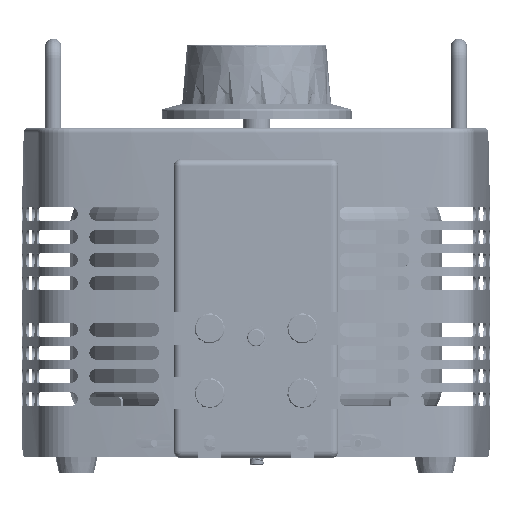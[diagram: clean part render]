
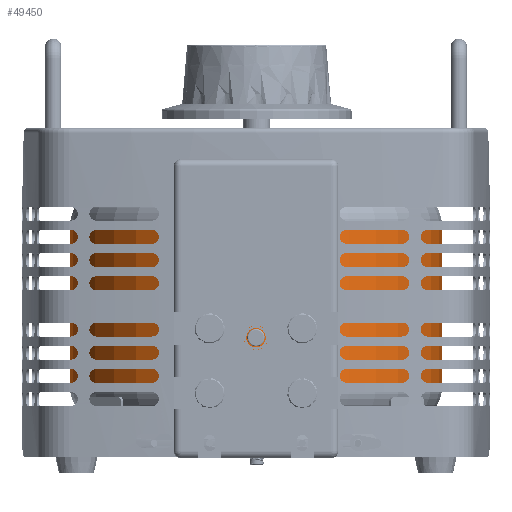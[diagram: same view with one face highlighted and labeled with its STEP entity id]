
A CAD part, front view. The second image highlights one B-rep face of the part: STEP entity #49450.
In plain terms, the highlighted cylindrical face has radius 80.274 mm (diameter 160.548 mm), a partial arc.
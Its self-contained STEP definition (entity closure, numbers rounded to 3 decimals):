
#8286 = CARTESIAN_POINT ( 'NONE',  ( -80.274, 0., 85. ) ) ;
#11628 = CARTESIAN_POINT ( 'NONE',  ( 80.274, 0., 85. ) ) ;
#16727 = FACE_OUTER_BOUND ( 'NONE', #68515, .T. ) ;
#34076 = CYLINDRICAL_SURFACE ( 'NONE', #193012, 80.274 ) ;
#39306 = CARTESIAN_POINT ( 'NONE',  ( -80.274, 0., 100. ) ) ;
#47677 = EDGE_CURVE ( 'NONE', #120259, #108124, #137160, .T. ) ;
#49450 = ADVANCED_FACE ( 'NONE', ( #16727 ), #34076, .T. ) ;
#50426 = DIRECTION ( 'NONE',  ( -1., 0., 0. ) ) ;
#57395 = CARTESIAN_POINT ( 'NONE',  ( 80.274, 0., 100. ) ) ;
#68515 = EDGE_LOOP ( 'NONE', ( #177690, #127429, #125668, #89921 ) ) ;
#70655 = DIRECTION ( 'NONE',  ( 1., 0., 0. ) ) ;
#71518 = AXIS2_PLACEMENT_3D ( 'NONE', #132052, #85981, #70655 ) ;
#73939 = EDGE_CURVE ( 'NONE', #120259, #101166, #107655, .T. ) ;
#77922 = CIRCLE ( 'NONE', #71518, 80.274 ) ;
#81070 = CARTESIAN_POINT ( 'NONE',  ( 0., 0., 100. ) ) ;
#83106 = CARTESIAN_POINT ( 'NONE',  ( 80.274, 0., 15. ) ) ;
#85981 = DIRECTION ( 'NONE',  ( 0., 0., 1. ) ) ;
#87303 = LINE ( 'NONE', #39306, #94204 ) ;
#89921 = ORIENTED_EDGE ( 'NONE', *, *, #166731, .T. ) ;
#94204 = VECTOR ( 'NONE', #115963, 1000. ) ;
#101166 = VERTEX_POINT ( 'NONE', #8286 ) ;
#107655 = CIRCLE ( 'NONE', #195867, 80.274 ) ;
#108124 = VERTEX_POINT ( 'NONE', #83106 ) ;
#108449 = CARTESIAN_POINT ( 'NONE',  ( 0., 0., 85. ) ) ;
#114800 = CARTESIAN_POINT ( 'NONE',  ( -80.274, 0., 15. ) ) ;
#115963 = DIRECTION ( 'NONE',  ( 0., 0., -1. ) ) ;
#120259 = VERTEX_POINT ( 'NONE', #11628 ) ;
#125668 = ORIENTED_EDGE ( 'NONE', *, *, #194184, .T. ) ;
#127429 = ORIENTED_EDGE ( 'NONE', *, *, #73939, .T. ) ;
#132052 = CARTESIAN_POINT ( 'NONE',  ( 0., 0., 15. ) ) ;
#137160 = LINE ( 'NONE', #57395, #192446 ) ;
#141519 = DIRECTION ( 'NONE',  ( 0., 0., -1. ) ) ;
#166731 = EDGE_CURVE ( 'NONE', #187287, #108124, #77922, .T. ) ;
#170901 = DIRECTION ( 'NONE',  ( 1., 0., 0. ) ) ;
#177690 = ORIENTED_EDGE ( 'NONE', *, *, #47677, .F. ) ;
#182184 = DIRECTION ( 'NONE',  ( 0., 0., -1. ) ) ;
#187287 = VERTEX_POINT ( 'NONE', #114800 ) ;
#191018 = DIRECTION ( 'NONE',  ( 0., 0., -1. ) ) ;
#192446 = VECTOR ( 'NONE', #182184, 1000. ) ;
#193012 = AXIS2_PLACEMENT_3D ( 'NONE', #81070, #141519, #50426 ) ;
#194184 = EDGE_CURVE ( 'NONE', #101166, #187287, #87303, .T. ) ;
#195867 = AXIS2_PLACEMENT_3D ( 'NONE', #108449, #191018, #170901 ) ;
